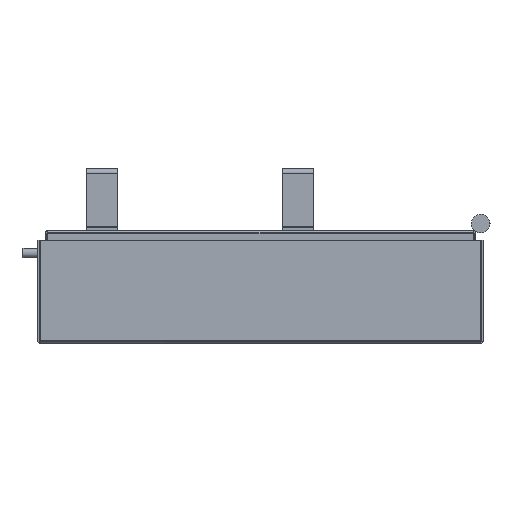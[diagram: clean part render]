
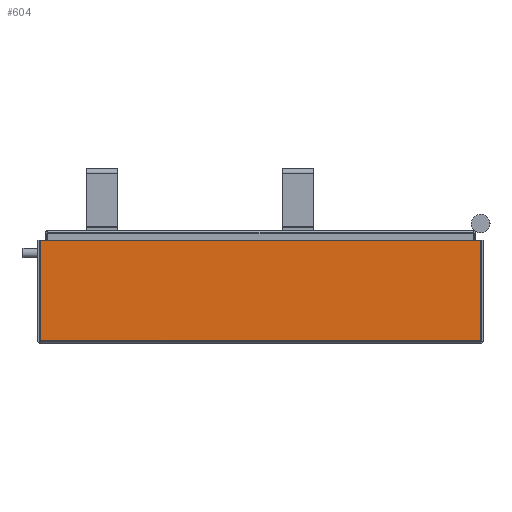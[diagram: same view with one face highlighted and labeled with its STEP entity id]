
A CAD part, front view. The second image highlights one B-rep face of the part: STEP entity #604.
In plain terms, the highlighted planar face has unit normal (0, -1, 0).
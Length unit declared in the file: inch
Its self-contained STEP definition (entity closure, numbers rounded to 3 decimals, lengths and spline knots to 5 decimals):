
#360 = VECTOR ( 'NONE', #10100, 39.37008 ) ;
#604 = ADVANCED_FACE ( 'NONE', ( #10018 ), #4179, .T. ) ;
#675 = DIRECTION ( 'NONE',  ( 0., 0., 1. ) ) ;
#1073 = VECTOR ( 'NONE', #10368, 39.37008 ) ;
#1104 = EDGE_CURVE ( 'NONE', #5172, #9249, #4543, .T. ) ;
#1120 = EDGE_CURVE ( 'NONE', #5172, #2766, #5702, .T. ) ;
#1318 = EDGE_CURVE ( 'NONE', #9249, #4725, #4793, .T. ) ;
#1496 = EDGE_CURVE ( 'NONE', #4725, #2766, #6967, .T. ) ;
#2161 = VECTOR ( 'NONE', #675, 39.37008 ) ;
#2576 = DIRECTION ( 'NONE',  ( 0., 0., -1. ) ) ;
#2766 = VERTEX_POINT ( 'NONE', #10838 ) ;
#3059 = DIRECTION ( 'NONE',  ( 0., -1., 0. ) ) ;
#3090 = CARTESIAN_POINT ( 'NONE',  ( 6.21949, -16.83499, -4.09252 ) ) ;
#4151 = ORIENTED_EDGE ( 'NONE', *, *, #1318, .T. ) ;
#4179 = PLANE ( 'NONE',  #10508 ) ;
#4271 = ORIENTED_EDGE ( 'NONE', *, *, #1104, .T. ) ;
#4474 = CARTESIAN_POINT ( 'NONE',  ( -11.59519, -16.83499, -4.09252 ) ) ;
#4543 = LINE ( 'NONE', #9923, #2161 ) ;
#4725 = VERTEX_POINT ( 'NONE', #8671 ) ;
#4793 = LINE ( 'NONE', #8974, #6707 ) ;
#5134 = CARTESIAN_POINT ( 'NONE',  ( 6.12079, -16.83499, -0.02952 ) ) ;
#5172 = VERTEX_POINT ( 'NONE', #7572 ) ;
#5702 = LINE ( 'NONE', #5911, #1073 ) ;
#5911 = CARTESIAN_POINT ( 'NONE',  ( 6.12079, -16.83499, -4.06352 ) ) ;
#6473 = ORIENTED_EDGE ( 'NONE', *, *, #1120, .F. ) ;
#6707 = VECTOR ( 'NONE', #9771, 39.37008 ) ;
#6824 = EDGE_LOOP ( 'NONE', ( #8625, #6473, #4271, #4151 ) ) ;
#6967 = LINE ( 'NONE', #4474, #360 ) ;
#7572 = CARTESIAN_POINT ( 'NONE',  ( 6.12079, -16.83499, -4.06352 ) ) ;
#8625 = ORIENTED_EDGE ( 'NONE', *, *, #1496, .T. ) ;
#8671 = CARTESIAN_POINT ( 'NONE',  ( -11.59519, -16.83499, -0.02952 ) ) ;
#8974 = CARTESIAN_POINT ( 'NONE',  ( 6.21949, -16.83499, -0.02952 ) ) ;
#9249 = VERTEX_POINT ( 'NONE', #5134 ) ;
#9771 = DIRECTION ( 'NONE',  ( -1., 0., 0. ) ) ;
#9923 = CARTESIAN_POINT ( 'NONE',  ( 6.12079, -16.83499, -4.09252 ) ) ;
#10018 = FACE_OUTER_BOUND ( 'NONE', #6824, .T. ) ;
#10100 = DIRECTION ( 'NONE',  ( 0., 0., -1. ) ) ;
#10368 = DIRECTION ( 'NONE',  ( -1., 0., 0. ) ) ;
#10508 = AXIS2_PLACEMENT_3D ( 'NONE', #3090, #3059, #2576 ) ;
#10838 = CARTESIAN_POINT ( 'NONE',  ( -11.59519, -16.83499, -4.06352 ) ) ;
